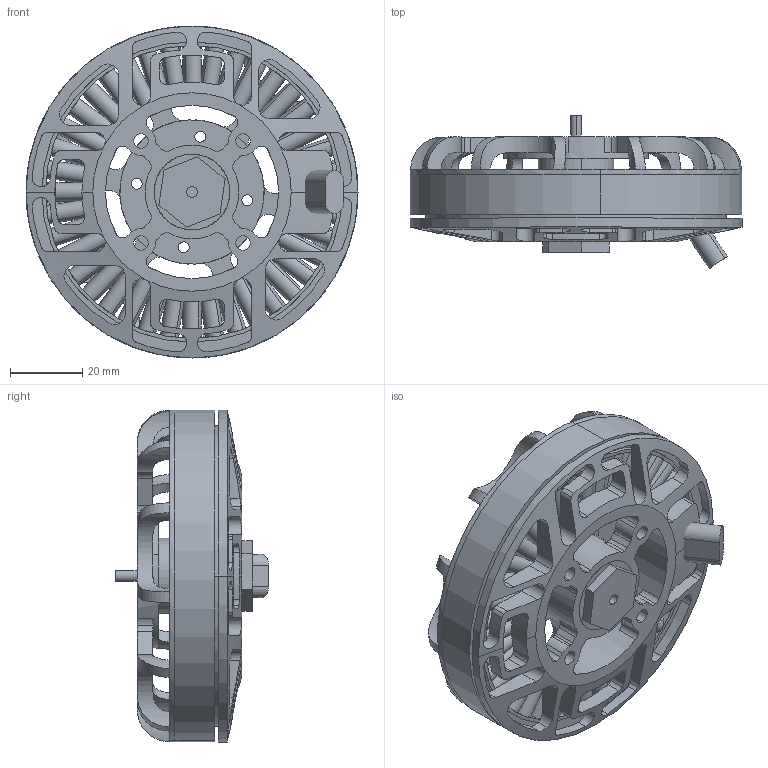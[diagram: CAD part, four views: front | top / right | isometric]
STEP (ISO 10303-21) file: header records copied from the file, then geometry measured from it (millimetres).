
FILE_DESCRIPTION (( 'STEP AP214' ), '1' );
FILE_NAME ('Eaglepower LA8308 KV90.STEP', '2025-01-17T16:46:38', ( '' ), ( '' ), 'SwSTEP 2.0', 'SolidWorks 2024', '' );
FILE_SCHEMA (( 'AUTOMOTIVE_DESIGN' ));
Length unit declared in the file: metre
Products named in the file (1): Eaglepower LA8308 KV90
Bounding box: 92 x 42.45 x 92 mm (x, y, z)
Volume: 92332.2 mm3; surface area: 70257.7 mm2
Topology: 10 solids, 10 shells, 724 faces, 2231 edges, 1492 vertices
Faces by surface type: cylinder 506, plane 192, torus 24, cone 2
Entity records: 32014 total; most frequent: CARTESIAN_POINT 12765, ORIENTED_EDGE 4458, DIRECTION 3585, EDGE_CURVE 2229, VERTEX_POINT 1492, AXIS2_PLACEMENT_3D 1373, LINE 839, VECTOR 839
